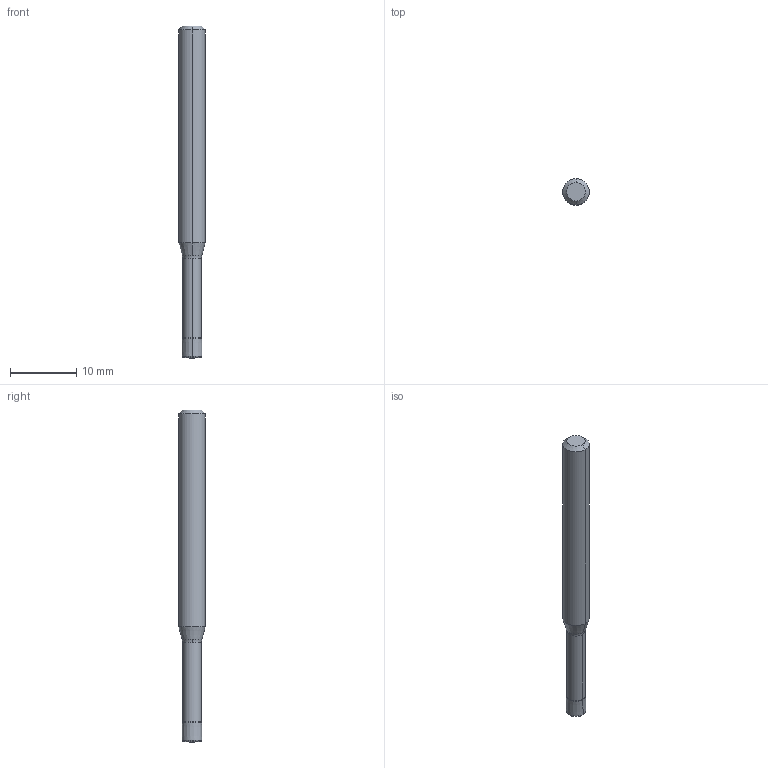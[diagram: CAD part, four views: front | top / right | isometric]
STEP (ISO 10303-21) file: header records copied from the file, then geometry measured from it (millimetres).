
FILE_DESCRIPTION(('STEP AP214'),'1');
FILE_NAME('Zeichnung2E43.stp','2022-11-18T07:33:09',(' '),(' '),'Spatial InterOp 3D',' ',' ');
FILE_SCHEMA(('AUTOMOTIVE_DESIGN { 1 0 10303 214 1 1 1 1 }'));
Length unit declared in the file: millimetre
Products named in the file (1): 1
Bounding box: 4 x 4 x 50 mm (x, y, z)
Volume: 526.6 mm3; surface area: 598.5 mm2
Topology: 2 solids, 2 shells, 22 faces, 65 edges, 49 vertices
Faces by surface type: cone 8, torus 6, cylinder 4, plane 4
Entity records: 960 total; most frequent: DIRECTION 156, CARTESIAN_POINT 123, ORIENTED_EDGE 96, AXIS2_PLACEMENT_3D 67, EDGE_CURVE 48, CIRCLE 39, VERTEX_POINT 30, STYLED_ITEM 26
